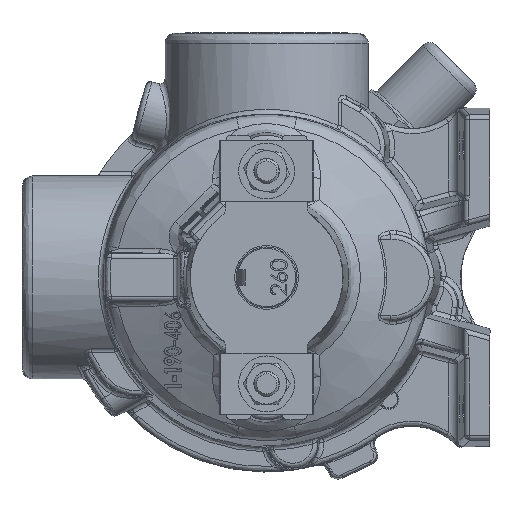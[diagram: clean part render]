
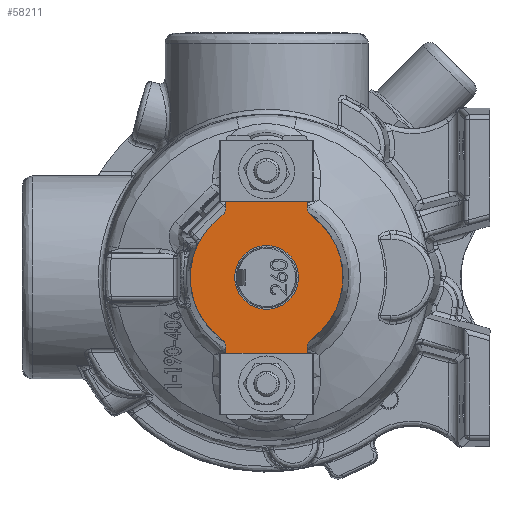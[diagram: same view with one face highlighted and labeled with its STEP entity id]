
A CAD part, left-side view. The second image highlights one B-rep face of the part: STEP entity #58211.
In plain terms, the highlighted planar face has unit normal (-1, 0, 0).
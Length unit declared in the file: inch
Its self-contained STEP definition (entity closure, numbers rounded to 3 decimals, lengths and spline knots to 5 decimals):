
#1801 = EDGE_CURVE ( 'NONE', #115445, #17317, #60299, .T. ) ;
#2812 = VERTEX_POINT ( 'NONE', #77229 ) ;
#4709 = VERTEX_POINT ( 'NONE', #107477 ) ;
#5473 = ORIENTED_EDGE ( 'NONE', *, *, #94233, .T. ) ;
#6175 = EDGE_CURVE ( 'NONE', #115445, #37173, #96756, .T. ) ;
#9401 = AXIS2_PLACEMENT_3D ( 'NONE', #15399, #94789, #26765 ) ;
#10297 = CARTESIAN_POINT ( 'NONE',  ( -6.2697, -0.5, -0.85977 ) ) ;
#10600 = AXIS2_PLACEMENT_3D ( 'NONE', #119938, #51874, #131401 ) ;
#13762 = DIRECTION ( 'NONE',  ( 0., 1., 0. ) ) ;
#15399 = CARTESIAN_POINT ( 'NONE',  ( -6.2697, 0., 0. ) ) ;
#15593 = CARTESIAN_POINT ( 'NONE',  ( -6.2697, 0.62, 0.85977 ) ) ;
#15710 = LINE ( 'NONE', #103396, #99150 ) ;
#17317 = VERTEX_POINT ( 'NONE', #26860 ) ;
#18355 = LINE ( 'NONE', #115653, #45111 ) ;
#22019 = ORIENTED_EDGE ( 'NONE', *, *, #140913, .T. ) ;
#22213 = VERTEX_POINT ( 'NONE', #10297 ) ;
#23844 = LINE ( 'NONE', #43159, #110955 ) ;
#23860 = CARTESIAN_POINT ( 'NONE',  ( -6.2697, -0.3925, 0. ) ) ;
#24215 = DIRECTION ( 'NONE',  ( 1., 0., 0. ) ) ;
#26765 = DIRECTION ( 'NONE',  ( 0., -1., 0. ) ) ;
#26860 = CARTESIAN_POINT ( 'NONE',  ( -6.2697, 0.5, -0.85977 ) ) ;
#26967 = DIRECTION ( 'NONE',  ( 0., -1., 0. ) ) ;
#27733 = CARTESIAN_POINT ( 'NONE',  ( -6.2697, 0., 0. ) ) ;
#29069 = AXIS2_PLACEMENT_3D ( 'NONE', #30628, #110104, #42068 ) ;
#29602 = EDGE_CURVE ( 'NONE', #75497, #72206, #23844, .T. ) ;
#30628 = CARTESIAN_POINT ( 'NONE',  ( -6.2697, 0., 0. ) ) ;
#31958 = VERTEX_POINT ( 'NONE', #140435 ) ;
#32850 = LINE ( 'NONE', #76421, #89616 ) ;
#33652 = CIRCLE ( 'NONE', #47084, 0.12 ) ;
#34699 = CARTESIAN_POINT ( 'NONE',  ( -6.2697, -0.62, 0.85977 ) ) ;
#36877 = DIRECTION ( 'NONE',  ( 1., 0., 0. ) ) ;
#37173 = VERTEX_POINT ( 'NONE', #120995 ) ;
#38121 = CARTESIAN_POINT ( 'NONE',  ( -6.2697, -0.5, 0.935 ) ) ;
#38336 = EDGE_CURVE ( 'NONE', #22213, #62618, #33652, .T. ) ;
#39227 = DIRECTION ( 'NONE',  ( 0., 0., 1. ) ) ;
#40358 = AXIS2_PLACEMENT_3D ( 'NONE', #15593, #94988, #26967 ) ;
#40604 = ORIENTED_EDGE ( 'NONE', *, *, #29602, .F. ) ;
#42068 = DIRECTION ( 'NONE',  ( 0., -1., 0. ) ) ;
#42706 = ORIENTED_EDGE ( 'NONE', *, *, #145493, .F. ) ;
#43159 = CARTESIAN_POINT ( 'NONE',  ( -6.2697, -0.5, 1.75 ) ) ;
#44694 = FACE_BOUND ( 'NONE', #84105, .T. ) ;
#45111 = VECTOR ( 'NONE', #13762, 39.37008 ) ;
#46167 = DIRECTION ( 'NONE',  ( 0., 0., 1. ) ) ;
#47084 = AXIS2_PLACEMENT_3D ( 'NONE', #92242, #24215, #103789 ) ;
#50197 = CARTESIAN_POINT ( 'NONE',  ( -6.2697, 0.54981, -0.76244 ) ) ;
#51376 = DIRECTION ( 'NONE',  ( 1., 0., 0. ) ) ;
#51874 = DIRECTION ( 'NONE',  ( -1., 0., 0. ) ) ;
#57226 = VERTEX_POINT ( 'NONE', #23860 ) ;
#57994 = VERTEX_POINT ( 'NONE', #111062 ) ;
#58211 = ADVANCED_FACE ( 'NONE', ( #128260, #44694 ), #107498, .T. ) ;
#60299 = CIRCLE ( 'NONE', #90388, 0.12 ) ;
#60929 = ORIENTED_EDGE ( 'NONE', *, *, #38336, .T. ) ;
#62618 = VERTEX_POINT ( 'NONE', #138027 ) ;
#64959 = EDGE_CURVE ( 'NONE', #75497, #85550, #18355, .T. ) ;
#69642 = EDGE_CURVE ( 'NONE', #2812, #57226, #99154, .T. ) ;
#70481 = EDGE_CURVE ( 'NONE', #57226, #2812, #100622, .T. ) ;
#72206 = VERTEX_POINT ( 'NONE', #100042 ) ;
#73795 = CARTESIAN_POINT ( 'NONE',  ( -6.2697, 0.5, -0.935 ) ) ;
#75497 = VERTEX_POINT ( 'NONE', #38121 ) ;
#75591 = CARTESIAN_POINT ( 'NONE',  ( -6.2697, -0.5, -0.79599 ) ) ;
#76421 = CARTESIAN_POINT ( 'NONE',  ( -6.2697, 0., -0.935 ) ) ;
#77229 = CARTESIAN_POINT ( 'NONE',  ( -6.2697, 0.3925, 0. ) ) ;
#82494 = CIRCLE ( 'NONE', #120239, 0.12 ) ;
#82541 = LINE ( 'NONE', #135259, #143118 ) ;
#83268 = ORIENTED_EDGE ( 'NONE', *, *, #137014, .F. ) ;
#84105 = EDGE_LOOP ( 'NONE', ( #121149, #117632 ) ) ;
#85550 = VERTEX_POINT ( 'NONE', #107009 ) ;
#88903 = VERTEX_POINT ( 'NONE', #73795 ) ;
#89616 = VECTOR ( 'NONE', #121697, 39.37008 ) ;
#90388 = AXIS2_PLACEMENT_3D ( 'NONE', #119444, #51376, #130903 ) ;
#91328 = ORIENTED_EDGE ( 'NONE', *, *, #64959, .T. ) ;
#92242 = CARTESIAN_POINT ( 'NONE',  ( -6.2697, -0.62, -0.85977 ) ) ;
#94233 = EDGE_CURVE ( 'NONE', #88903, #57994, #32850, .T. ) ;
#94789 = DIRECTION ( 'NONE',  ( 1., 0., 0. ) ) ;
#94988 = DIRECTION ( 'NONE',  ( 1., 0., 0. ) ) ;
#95663 = EDGE_CURVE ( 'NONE', #31958, #72206, #82494, .T. ) ;
#96756 = CIRCLE ( 'NONE', #29069, 0.94 ) ;
#99150 = VECTOR ( 'NONE', #114352, 39.37008 ) ;
#99154 = CIRCLE ( 'NONE', #110046, 0.3925 ) ;
#100042 = CARTESIAN_POINT ( 'NONE',  ( -6.2697, -0.5, 0.85977 ) ) ;
#100622 = CIRCLE ( 'NONE', #9401, 0.3925 ) ;
#101572 = EDGE_LOOP ( 'NONE', ( #121344, #40604, #91328, #122037, #22019, #138697, #107992, #125725, #5473, #83268, #60929, #42706 ) ) ;
#103396 = CARTESIAN_POINT ( 'NONE',  ( -6.2697, 0.5, -1.75 ) ) ;
#103789 = DIRECTION ( 'NONE',  ( 0., 0., 1. ) ) ;
#104932 = CARTESIAN_POINT ( 'NONE',  ( -6.2697, 0., 0. ) ) ;
#105226 = CIRCLE ( 'NONE', #40358, 0.12 ) ;
#107009 = CARTESIAN_POINT ( 'NONE',  ( -6.2697, 0.5, 0.935 ) ) ;
#107238 = DIRECTION ( 'NONE',  ( 1., 0., 0. ) ) ;
#107477 = CARTESIAN_POINT ( 'NONE',  ( -6.2697, 0.5, 0.85977 ) ) ;
#107498 = PLANE ( 'NONE',  #10600 ) ;
#107992 = ORIENTED_EDGE ( 'NONE', *, *, #1801, .T. ) ;
#110046 = AXIS2_PLACEMENT_3D ( 'NONE', #104932, #36877, #116394 ) ;
#110104 = DIRECTION ( 'NONE',  ( 1., 0., 0. ) ) ;
#110955 = VECTOR ( 'NONE', #134123, 39.37008 ) ;
#111062 = CARTESIAN_POINT ( 'NONE',  ( -6.2697, -0.5, -0.935 ) ) ;
#112690 = CIRCLE ( 'NONE', #146903, 0.94 ) ;
#114209 = DIRECTION ( 'NONE',  ( 1., 0., 0. ) ) ;
#114352 = DIRECTION ( 'NONE',  ( 0., 0., 1. ) ) ;
#115246 = VECTOR ( 'NONE', #143749, 39.37008 ) ;
#115445 = VERTEX_POINT ( 'NONE', #50197 ) ;
#115653 = CARTESIAN_POINT ( 'NONE',  ( -6.2697, 0., 0.935 ) ) ;
#116394 = DIRECTION ( 'NONE',  ( 0., -1., 0. ) ) ;
#116458 = EDGE_CURVE ( 'NONE', #88903, #17317, #15710, .T. ) ;
#117632 = ORIENTED_EDGE ( 'NONE', *, *, #69642, .T. ) ;
#119444 = CARTESIAN_POINT ( 'NONE',  ( -6.2697, 0.62, -0.85977 ) ) ;
#119938 = CARTESIAN_POINT ( 'NONE',  ( -6.2697, 0., 0. ) ) ;
#120239 = AXIS2_PLACEMENT_3D ( 'NONE', #34699, #114209, #46167 ) ;
#120995 = CARTESIAN_POINT ( 'NONE',  ( -6.2697, 0.54981, 0.76244 ) ) ;
#121149 = ORIENTED_EDGE ( 'NONE', *, *, #70481, .T. ) ;
#121344 = ORIENTED_EDGE ( 'NONE', *, *, #95663, .T. ) ;
#121697 = DIRECTION ( 'NONE',  ( 0., -1., 0. ) ) ;
#122037 = ORIENTED_EDGE ( 'NONE', *, *, #145265, .F. ) ;
#125725 = ORIENTED_EDGE ( 'NONE', *, *, #116458, .F. ) ;
#128260 = FACE_OUTER_BOUND ( 'NONE', #101572, .T. ) ;
#130903 = DIRECTION ( 'NONE',  ( 0., -1., 0. ) ) ;
#131401 = DIRECTION ( 'NONE',  ( 0., -1., 0. ) ) ;
#134123 = DIRECTION ( 'NONE',  ( 0., 0., -1. ) ) ;
#134762 = DIRECTION ( 'NONE',  ( 0., 0., 1. ) ) ;
#135259 = CARTESIAN_POINT ( 'NONE',  ( -6.2697, 0.5, 0.79599 ) ) ;
#137014 = EDGE_CURVE ( 'NONE', #22213, #57994, #145464, .T. ) ;
#138027 = CARTESIAN_POINT ( 'NONE',  ( -6.2697, -0.54981, -0.76244 ) ) ;
#138697 = ORIENTED_EDGE ( 'NONE', *, *, #6175, .F. ) ;
#140435 = CARTESIAN_POINT ( 'NONE',  ( -6.2697, -0.54981, 0.76244 ) ) ;
#140913 = EDGE_CURVE ( 'NONE', #4709, #37173, #105226, .T. ) ;
#143118 = VECTOR ( 'NONE', #134762, 39.37008 ) ;
#143749 = DIRECTION ( 'NONE',  ( 0., 0., -1. ) ) ;
#145265 = EDGE_CURVE ( 'NONE', #4709, #85550, #82541, .T. ) ;
#145464 = LINE ( 'NONE', #75591, #115246 ) ;
#145493 = EDGE_CURVE ( 'NONE', #31958, #62618, #112690, .T. ) ;
#146903 = AXIS2_PLACEMENT_3D ( 'NONE', #27733, #107238, #39227 ) ;
